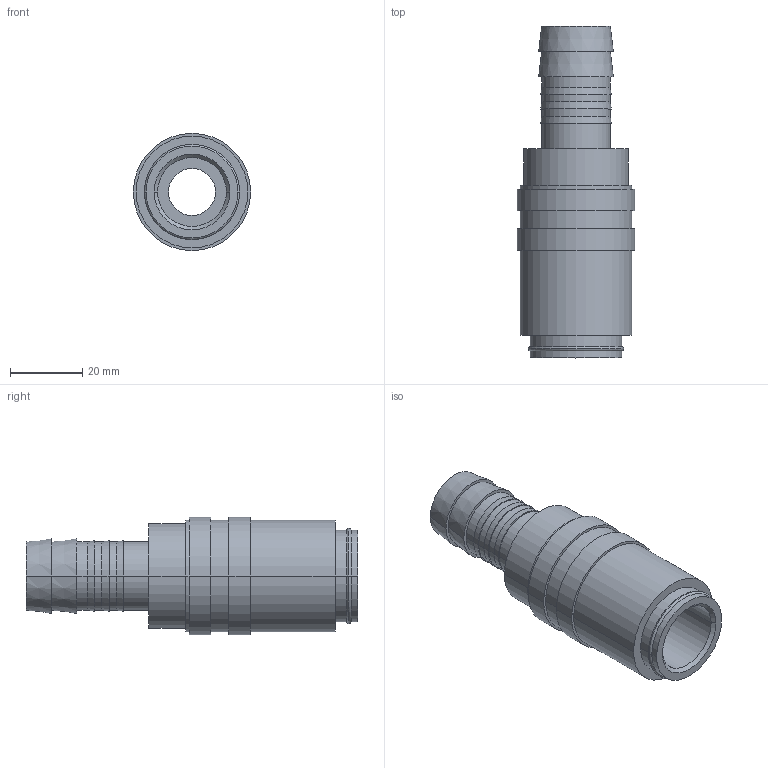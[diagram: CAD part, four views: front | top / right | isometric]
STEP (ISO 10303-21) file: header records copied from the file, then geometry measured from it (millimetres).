
FILE_DESCRIPTION(('STEP AP214'),'1');
FILE_NAME('eshg_19_tlab.stp','2020-04-22T06:06:17',('TraceParts'),('TraceParts S.A.'),'Spatial InterOp 3D',' ',' ');
FILE_SCHEMA(('automotive_design'));
Length unit declared in the file: millimetre
Products named in the file (1): 1
Bounding box: 32.5 x 92 x 32.5 mm (x, y, z)
Volume: 35715.5 mm3; surface area: 13604.4 mm2
Topology: 1 solids, 1 shells, 59 faces, 118 edges, 74 vertices
Faces by surface type: cylinder 28, plane 15, cone 12, torus 4
Entity records: 2050 total; most frequent: DIRECTION 316, CARTESIAN_POINT 252, ORIENTED_EDGE 236, AXIS2_PLACEMENT_3D 138, EDGE_CURVE 118, CIRCLE 78, EDGE_LOOP 74, VERTEX_POINT 74
